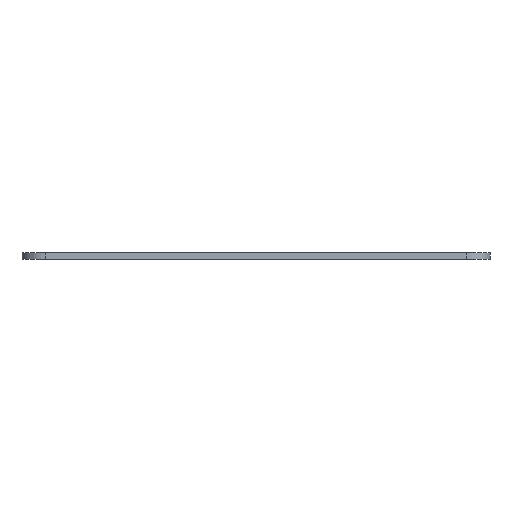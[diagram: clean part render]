
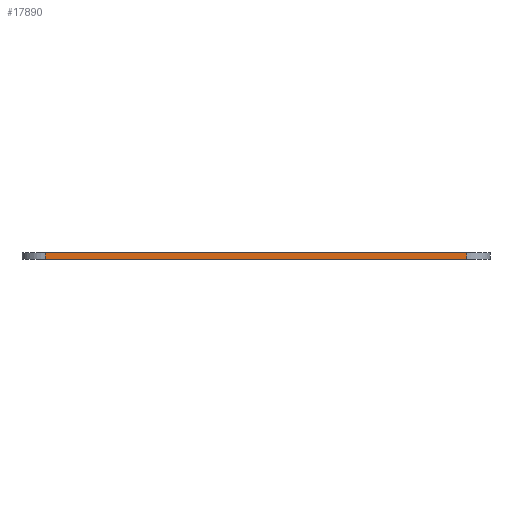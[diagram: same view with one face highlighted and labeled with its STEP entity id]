
A CAD part, front view. The second image highlights one B-rep face of the part: STEP entity #17890.
In plain terms, the highlighted planar face has unit normal (0, -1, 0).
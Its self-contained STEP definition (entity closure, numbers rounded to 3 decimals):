
#44 = PLANE('',#45);
#45 = AXIS2_PLACEMENT_3D('',#46,#47,#48);
#46 = CARTESIAN_POINT('',(38.659,-23.227,0.));
#47 = DIRECTION('',(0.,0.,1.));
#48 = DIRECTION('',(1.,0.,0.));
#100 = PLANE('',#101);
#101 = AXIS2_PLACEMENT_3D('',#102,#103,#104);
#102 = CARTESIAN_POINT('',(38.659,-23.227,1.5));
#103 = DIRECTION('',(0.,0.,1.));
#104 = DIRECTION('',(1.,0.,0.));
#195 = VERTEX_POINT('',#196);
#196 = CARTESIAN_POINT('',(-6.885,-87.225,0.));
#211 = CYLINDRICAL_SURFACE('',#212,5.);
#212 = AXIS2_PLACEMENT_3D('',#213,#214,#215);
#213 = CARTESIAN_POINT('',(-6.885,-82.225,0.));
#214 = DIRECTION('',(0.,0.,1.));
#215 = DIRECTION('',(-1.,0.,0.));
#223 = EDGE_CURVE('',#195,#224,#226,.T.);
#224 = VERTEX_POINT('',#225);
#225 = CARTESIAN_POINT('',(84.086,-87.225,0.));
#226 = SURFACE_CURVE('',#227,(#231,#238),.PCURVE_S1.);
#227 = LINE('',#228,#229);
#228 = CARTESIAN_POINT('',(-11.885,-87.225,0.));
#229 = VECTOR('',#230,1.);
#230 = DIRECTION('',(1.,0.,0.));
#231 = PCURVE('',#44,#232);
#232 = DEFINITIONAL_REPRESENTATION('',(#233),#237);
#233 = LINE('',#234,#235);
#234 = CARTESIAN_POINT('',(-50.544,-63.998));
#235 = VECTOR('',#236,1.);
#236 = DIRECTION('',(1.,0.));
#237 = ( GEOMETRIC_REPRESENTATION_CONTEXT(2) 
PARAMETRIC_REPRESENTATION_CONTEXT() REPRESENTATION_CONTEXT('2D SPACE',''
  ) );
#238 = PCURVE('',#239,#244);
#239 = PLANE('',#240);
#240 = AXIS2_PLACEMENT_3D('',#241,#242,#243);
#241 = CARTESIAN_POINT('',(-11.885,-87.225,0.));
#242 = DIRECTION('',(0.,1.,0.));
#243 = DIRECTION('',(1.,0.,0.));
#244 = DEFINITIONAL_REPRESENTATION('',(#245),#249);
#245 = LINE('',#246,#247);
#246 = CARTESIAN_POINT('',(0.,0.));
#247 = VECTOR('',#248,1.);
#248 = DIRECTION('',(1.,0.));
#249 = ( GEOMETRIC_REPRESENTATION_CONTEXT(2) 
PARAMETRIC_REPRESENTATION_CONTEXT() REPRESENTATION_CONTEXT('2D SPACE',''
  ) );
#268 = CYLINDRICAL_SURFACE('',#269,5.);
#269 = AXIS2_PLACEMENT_3D('',#270,#271,#272);
#270 = CARTESIAN_POINT('',(84.086,-82.225,0.));
#271 = DIRECTION('',(0.,0.,1.));
#272 = DIRECTION('',(0.,-1.,0.));
#14326 = VERTEX_POINT('',#14327);
#14327 = CARTESIAN_POINT('',(-6.885,-87.225,1.5));
#14349 = EDGE_CURVE('',#14326,#14350,#14352,.T.);
#14350 = VERTEX_POINT('',#14351);
#14351 = CARTESIAN_POINT('',(84.086,-87.225,1.5));
#14352 = SURFACE_CURVE('',#14353,(#14357,#14364),.PCURVE_S1.);
#14353 = LINE('',#14354,#14355);
#14354 = CARTESIAN_POINT('',(-11.885,-87.225,1.5));
#14355 = VECTOR('',#14356,1.);
#14356 = DIRECTION('',(1.,0.,0.));
#14357 = PCURVE('',#100,#14358);
#14358 = DEFINITIONAL_REPRESENTATION('',(#14359),#14363);
#14359 = LINE('',#14360,#14361);
#14360 = CARTESIAN_POINT('',(-50.544,-63.998));
#14361 = VECTOR('',#14362,1.);
#14362 = DIRECTION('',(1.,0.));
#14363 = ( GEOMETRIC_REPRESENTATION_CONTEXT(2) 
PARAMETRIC_REPRESENTATION_CONTEXT() REPRESENTATION_CONTEXT('2D SPACE',''
  ) );
#14364 = PCURVE('',#239,#14365);
#14365 = DEFINITIONAL_REPRESENTATION('',(#14366),#14370);
#14366 = LINE('',#14367,#14368);
#14367 = CARTESIAN_POINT('',(0.,-1.5));
#14368 = VECTOR('',#14369,1.);
#14369 = DIRECTION('',(1.,0.));
#14370 = ( GEOMETRIC_REPRESENTATION_CONTEXT(2) 
PARAMETRIC_REPRESENTATION_CONTEXT() REPRESENTATION_CONTEXT('2D SPACE',''
  ) );
#17841 = EDGE_CURVE('',#195,#14326,#17842,.T.);
#17842 = SURFACE_CURVE('',#17843,(#17847,#17854),.PCURVE_S1.);
#17843 = LINE('',#17844,#17845);
#17844 = CARTESIAN_POINT('',(-6.885,-87.225,0.));
#17845 = VECTOR('',#17846,1.);
#17846 = DIRECTION('',(0.,0.,1.));
#17847 = PCURVE('',#211,#17848);
#17848 = DEFINITIONAL_REPRESENTATION('',(#17849),#17853);
#17849 = LINE('',#17850,#17851);
#17850 = CARTESIAN_POINT('',(1.571,0.));
#17851 = VECTOR('',#17852,1.);
#17852 = DIRECTION('',(0.,1.));
#17853 = ( GEOMETRIC_REPRESENTATION_CONTEXT(2) 
PARAMETRIC_REPRESENTATION_CONTEXT() REPRESENTATION_CONTEXT('2D SPACE',''
  ) );
#17854 = PCURVE('',#239,#17855);
#17855 = DEFINITIONAL_REPRESENTATION('',(#17856),#17860);
#17856 = LINE('',#17857,#17858);
#17857 = CARTESIAN_POINT('',(5.,0.));
#17858 = VECTOR('',#17859,1.);
#17859 = DIRECTION('',(0.,-1.));
#17860 = ( GEOMETRIC_REPRESENTATION_CONTEXT(2) 
PARAMETRIC_REPRESENTATION_CONTEXT() REPRESENTATION_CONTEXT('2D SPACE',''
  ) );
#17890 = ADVANCED_FACE('',(#17891),#239,.F.);
#17891 = FACE_BOUND('',#17892,.F.);
#17892 = EDGE_LOOP('',(#17893,#17894,#17895,#17896));
#17893 = ORIENTED_EDGE('',*,*,#223,.F.);
#17894 = ORIENTED_EDGE('',*,*,#17841,.T.);
#17895 = ORIENTED_EDGE('',*,*,#14349,.T.);
#17896 = ORIENTED_EDGE('',*,*,#17897,.F.);
#17897 = EDGE_CURVE('',#224,#14350,#17898,.T.);
#17898 = SURFACE_CURVE('',#17899,(#17903,#17910),.PCURVE_S1.);
#17899 = LINE('',#17900,#17901);
#17900 = CARTESIAN_POINT('',(84.086,-87.225,0.));
#17901 = VECTOR('',#17902,1.);
#17902 = DIRECTION('',(0.,0.,1.));
#17903 = PCURVE('',#239,#17904);
#17904 = DEFINITIONAL_REPRESENTATION('',(#17905),#17909);
#17905 = LINE('',#17906,#17907);
#17906 = CARTESIAN_POINT('',(95.971,0.));
#17907 = VECTOR('',#17908,1.);
#17908 = DIRECTION('',(0.,-1.));
#17909 = ( GEOMETRIC_REPRESENTATION_CONTEXT(2) 
PARAMETRIC_REPRESENTATION_CONTEXT() REPRESENTATION_CONTEXT('2D SPACE',''
  ) );
#17910 = PCURVE('',#268,#17911);
#17911 = DEFINITIONAL_REPRESENTATION('',(#17912),#17916);
#17912 = LINE('',#17913,#17914);
#17913 = CARTESIAN_POINT('',(0.,0.));
#17914 = VECTOR('',#17915,1.);
#17915 = DIRECTION('',(0.,1.));
#17916 = ( GEOMETRIC_REPRESENTATION_CONTEXT(2) 
PARAMETRIC_REPRESENTATION_CONTEXT() REPRESENTATION_CONTEXT('2D SPACE',''
  ) );
